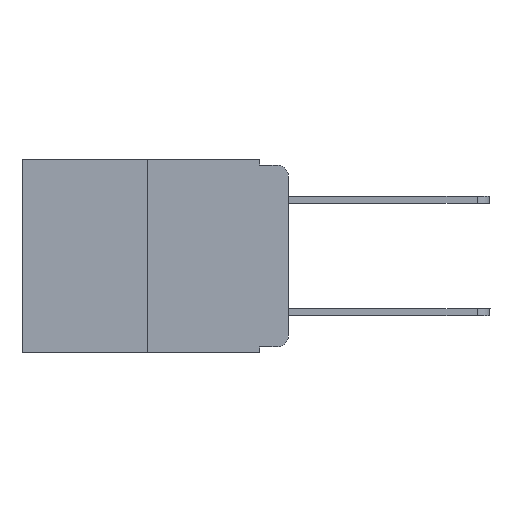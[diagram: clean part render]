
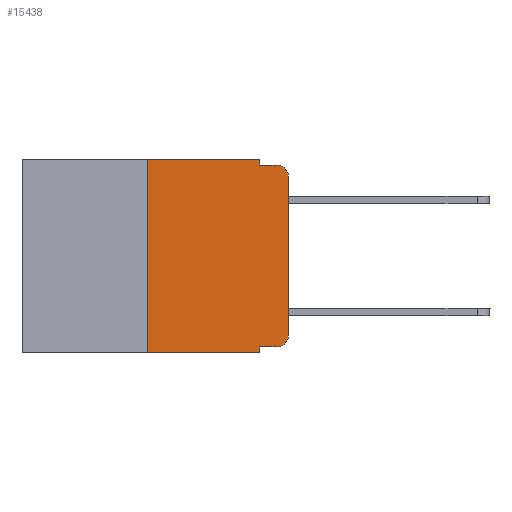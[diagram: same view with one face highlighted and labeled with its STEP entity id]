
A CAD part, left-side view. The second image highlights one B-rep face of the part: STEP entity #15438.
In plain terms, the highlighted planar face has unit normal (-1, 0, 0).
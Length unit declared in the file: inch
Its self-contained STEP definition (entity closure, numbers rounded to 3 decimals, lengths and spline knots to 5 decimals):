
#665 = CARTESIAN_POINT ( 'NONE',  ( 0., 0.473, 0. ) ) ;
#1739 = CARTESIAN_POINT ( 'NONE',  ( 0., 0.02, -0.313 ) ) ;
#1937 = DIRECTION ( 'NONE',  ( 0., -1., 0. ) ) ;
#2254 = ORIENTED_EDGE ( 'NONE', *, *, #6827, .F. ) ;
#2674 = EDGE_CURVE ( 'NONE', #20091, #9039, #2706, .T. ) ;
#2706 = LINE ( 'NONE', #11273, #8572 ) ;
#2781 = DIRECTION ( 'NONE',  ( 0., 0., 1. ) ) ;
#3140 = EDGE_LOOP ( 'NONE', ( #5158, #23162, #11947, #9306, #7586, #2254, #3936, #6841, #9515, #8134 ) ) ;
#3746 = CARTESIAN_POINT ( 'NONE',  ( 0., 0.473, -0.343 ) ) ;
#3936 = ORIENTED_EDGE ( 'NONE', *, *, #12715, .T. ) ;
#4069 = LINE ( 'NONE', #665, #16613 ) ;
#4141 = VERTEX_POINT ( 'NONE', #7687 ) ;
#4292 = LINE ( 'NONE', #7545, #23045 ) ;
#4683 = CARTESIAN_POINT ( 'NONE',  ( 0., 0.051, 0. ) ) ;
#4871 = CARTESIAN_POINT ( 'NONE',  ( 0., 0.02, -0.03 ) ) ;
#5158 = ORIENTED_EDGE ( 'NONE', *, *, #2674, .T. ) ;
#5411 = VERTEX_POINT ( 'NONE', #19828 ) ;
#5837 = DIRECTION ( 'NONE',  ( 0., 0., -1. ) ) ;
#6382 = CARTESIAN_POINT ( 'NONE',  ( 0., 0.25, -0.343 ) ) ;
#6397 = VERTEX_POINT ( 'NONE', #17565 ) ;
#6827 = EDGE_CURVE ( 'NONE', #6846, #6397, #16950, .T. ) ;
#6841 = ORIENTED_EDGE ( 'NONE', *, *, #20001, .F. ) ;
#6846 = VERTEX_POINT ( 'NONE', #6382 ) ;
#7454 = VECTOR ( 'NONE', #2781, 39.37008 ) ;
#7545 = CARTESIAN_POINT ( 'NONE',  ( 0., 0.051, -0.01 ) ) ;
#7586 = ORIENTED_EDGE ( 'NONE', *, *, #13577, .F. ) ;
#7687 = CARTESIAN_POINT ( 'NONE',  ( 0., 0.051, -0.01 ) ) ;
#7884 = EDGE_CURVE ( 'NONE', #13011, #4141, #12967, .T. ) ;
#7917 = AXIS2_PLACEMENT_3D ( 'NONE', #10553, #12350, #21541 ) ;
#8134 = ORIENTED_EDGE ( 'NONE', *, *, #13968, .T. ) ;
#8572 = VECTOR ( 'NONE', #18578, 39.37008 ) ;
#9008 = PLANE ( 'NONE',  #7917 ) ;
#9039 = VERTEX_POINT ( 'NONE', #17145 ) ;
#9125 = LINE ( 'NONE', #3746, #20357 ) ;
#9306 = ORIENTED_EDGE ( 'NONE', *, *, #7884, .F. ) ;
#9416 = DIRECTION ( 'NONE',  ( 0., -1., 0. ) ) ;
#9515 = ORIENTED_EDGE ( 'NONE', *, *, #10606, .T. ) ;
#10031 = CARTESIAN_POINT ( 'NONE',  ( 0., 0.051, 0. ) ) ;
#10140 = CARTESIAN_POINT ( 'NONE',  ( 0., 0.051, -0.333 ) ) ;
#10234 = CARTESIAN_POINT ( 'NONE',  ( 0., 0.051, -0.333 ) ) ;
#10553 = CARTESIAN_POINT ( 'NONE',  ( 0., 0.473, 0. ) ) ;
#10606 = EDGE_CURVE ( 'NONE', #22173, #13067, #21532, .T. ) ;
#10857 = CIRCLE ( 'NONE', #13516, 0.02 ) ;
#11273 = CARTESIAN_POINT ( 'NONE',  ( 0., 0., 0. ) ) ;
#11947 = ORIENTED_EDGE ( 'NONE', *, *, #18061, .F. ) ;
#12350 = DIRECTION ( 'NONE',  ( 1., 0., 0. ) ) ;
#12638 = DIRECTION ( 'NONE',  ( 0., 0., -1. ) ) ;
#12715 = EDGE_CURVE ( 'NONE', #6846, #5411, #9125, .T. ) ;
#12967 = LINE ( 'NONE', #10031, #14908 ) ;
#13011 = VERTEX_POINT ( 'NONE', #4683 ) ;
#13067 = VERTEX_POINT ( 'NONE', #20585 ) ;
#13087 = AXIS2_PLACEMENT_3D ( 'NONE', #1739, #21533, #12638 ) ;
#13297 = CARTESIAN_POINT ( 'NONE',  ( 0., 0.25, 0. ) ) ;
#13516 = AXIS2_PLACEMENT_3D ( 'NONE', #4871, #13661, #13745 ) ;
#13527 = DIRECTION ( 'NONE',  ( 0., 0., -1. ) ) ;
#13577 = EDGE_CURVE ( 'NONE', #6397, #13011, #4069, .T. ) ;
#13661 = DIRECTION ( 'NONE',  ( -1., 0., 0. ) ) ;
#13745 = DIRECTION ( 'NONE',  ( 0., 0., -1. ) ) ;
#13968 = EDGE_CURVE ( 'NONE', #13067, #20091, #18901, .T. ) ;
#14276 = FACE_OUTER_BOUND ( 'NONE', #3140, .T. ) ;
#14908 = VECTOR ( 'NONE', #13527, 39.37008 ) ;
#15008 = VECTOR ( 'NONE', #5837, 39.37008 ) ;
#15438 = ADVANCED_FACE ( 'NONE', ( #14276 ), #9008, .F. ) ;
#16034 = CARTESIAN_POINT ( 'NONE',  ( 0., 0.02, -0.01 ) ) ;
#16575 = DIRECTION ( 'NONE',  ( 0., -1., 0. ) ) ;
#16613 = VECTOR ( 'NONE', #16575, 39.37008 ) ;
#16950 = LINE ( 'NONE', #13297, #7454 ) ;
#17145 = CARTESIAN_POINT ( 'NONE',  ( 0., 0., -0.03 ) ) ;
#17271 = DIRECTION ( 'NONE',  ( 0., -1., 0. ) ) ;
#17295 = LINE ( 'NONE', #18670, #15008 ) ;
#17565 = CARTESIAN_POINT ( 'NONE',  ( 0., 0.25, 0. ) ) ;
#18061 = EDGE_CURVE ( 'NONE', #4141, #21396, #4292, .T. ) ;
#18578 = DIRECTION ( 'NONE',  ( 0., 0., 1. ) ) ;
#18670 = CARTESIAN_POINT ( 'NONE',  ( 0., 0.051, 0. ) ) ;
#18901 = CIRCLE ( 'NONE', #13087, 0.02 ) ;
#19828 = CARTESIAN_POINT ( 'NONE',  ( 0., 0.051, -0.343 ) ) ;
#20001 = EDGE_CURVE ( 'NONE', #22173, #5411, #17295, .T. ) ;
#20091 = VERTEX_POINT ( 'NONE', #22348 ) ;
#20357 = VECTOR ( 'NONE', #1937, 39.37008 ) ;
#20585 = CARTESIAN_POINT ( 'NONE',  ( 0., 0.02, -0.333 ) ) ;
#20658 = EDGE_CURVE ( 'NONE', #9039, #21396, #10857, .T. ) ;
#20714 = VECTOR ( 'NONE', #17271, 39.37008 ) ;
#21396 = VERTEX_POINT ( 'NONE', #16034 ) ;
#21532 = LINE ( 'NONE', #10234, #20714 ) ;
#21533 = DIRECTION ( 'NONE',  ( -1., 0., 0. ) ) ;
#21541 = DIRECTION ( 'NONE',  ( 0., 0., -1. ) ) ;
#22173 = VERTEX_POINT ( 'NONE', #10140 ) ;
#22348 = CARTESIAN_POINT ( 'NONE',  ( 0., 0., -0.313 ) ) ;
#23045 = VECTOR ( 'NONE', #9416, 39.37008 ) ;
#23162 = ORIENTED_EDGE ( 'NONE', *, *, #20658, .T. ) ;
